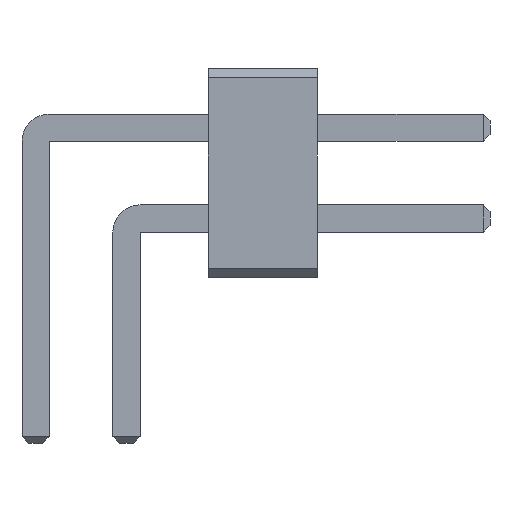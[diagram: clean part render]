
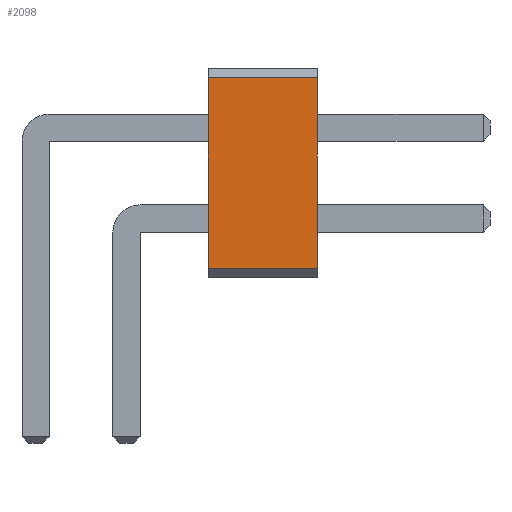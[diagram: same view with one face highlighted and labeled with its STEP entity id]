
A CAD part, front view. The second image highlights one B-rep face of the part: STEP entity #2098.
In plain terms, the highlighted planar face has unit normal (0, -1, 0).
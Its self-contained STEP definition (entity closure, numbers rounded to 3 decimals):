
#13=DIRECTION('',(0.,0.,1.));
#27=VECTOR('',#28,1.);
#28=DIRECTION('',(1.,0.,0.));
#57=DIRECTION('',(0.,-1.,0.));
#2085=VERTEX_POINT('',#2086);
#2086=CARTESIAN_POINT('',(3.1,-35.5,0.1));
#2089=EDGE_CURVE('',#2090,#2085,#2092,.T.);
#2090=VERTEX_POINT('',#2091);
#2091=CARTESIAN_POINT('',(1.9,-35.5,0.1));
#2092=LINE('',#2091,#27);
#2098=ADVANCED_FACE('',(#2099),#2116,.T.);
#2099=FACE_BOUND('',#2100,.T.);
#2100=EDGE_LOOP('',(#2101,#2102,#2108,#2113));
#2101=ORIENTED_EDGE('',*,*,#2089,.T.);
#2102=ORIENTED_EDGE('',*,*,#2103,.T.);
#2103=EDGE_CURVE('',#2085,#2104,#2106,.T.);
#2104=VERTEX_POINT('',#2105);
#2105=CARTESIAN_POINT('',(3.1,-35.5,2.2));
#2106=LINE('',#2086,#2107);
#2107=VECTOR('',#13,1.);
#2108=ORIENTED_EDGE('',*,*,#2109,.F.);
#2109=EDGE_CURVE('',#2110,#2104,#2112,.T.);
#2110=VERTEX_POINT('',#2111);
#2111=CARTESIAN_POINT('',(1.9,-35.5,2.2));
#2112=LINE('',#2111,#27);
#2113=ORIENTED_EDGE('',*,*,#2114,.F.);
#2114=EDGE_CURVE('',#2090,#2110,#2115,.T.);
#2115=LINE('',#2091,#2107);
#2116=PLANE('',#2117);
#2117=AXIS2_PLACEMENT_3D('',#2091,#57,#13);
